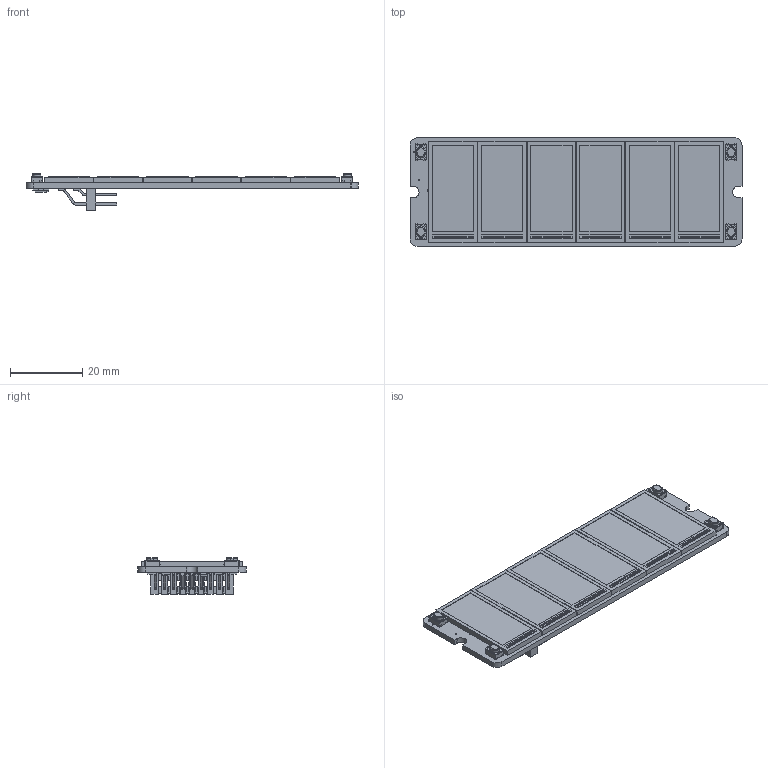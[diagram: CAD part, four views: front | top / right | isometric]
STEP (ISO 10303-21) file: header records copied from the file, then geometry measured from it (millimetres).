
FILE_DESCRIPTION(/* description */ (''),/* implementation_level */ '2;1');
FILE_NAME(/* name */ 'DisplayArrayBoardSTP.step',/* time_stamp */ '2021-07-06T15:17:50-05:00',/* author */ (''),/* organization */ (''),/* preprocessor_version */ 'ST-DEVELOPER v18.1',/* originating_system */ 'Autodesk Translation Framework v10.9.0.1377',/* authorisation */ '');
FILE_SCHEMA (('AUTOMOTIVE_DESIGN { 1 0 10303 214 3 1 1 }'));
Products named in the file (52): Display Array Board; DisplayArray; Board; Packages; SE_SMALL_SILK; SAMTEC-TSM-109-02-X-DH-A; _TSM-109-01-DH_body; _T-1S6-09(-01-9-DH); C0603; C0603 (1); R0805; core; Pad; R0805 (1); core (1); Pad (1); R0805 (2); core (2); Pad (2); R0805 (3); core (3); Pad (3); R0805 (4); core (4); Pad (4); SOT23; 434123025826; Frame; Cover; Stem; Terminal; 434123025826 (1); Frame (1); Cover (1); Stem (1); Terminal (1); 434123025826 (2); Frame (2); Cover (2); Stem (2) ...
Assembly tree (68 placements, depth 5):
  Display Array Board
    DisplayArray
      Board
      Packages
        SE_SMALL_SILK
        SAMTEC-TSM-109-02-X-DH-A
          _TSM-109-01-DH_body
          _T-1S6-09(-01-9-DH)
        C0603
        C0603 (1)
        R0805
          core
          Pad  x2
        R0805 (1)
          core (1)
          Pad (1)  x2
        R0805 (2)
          core (2)
          Pad (2)  x2
        R0805 (3)
          core (3)
          Pad (3)  x2
        R0805 (4)
          core (4)
          Pad (4)  x2
        SOT23
        434123025826
          Frame
          Cover
          Stem
          Terminal  x4
        434123025826 (1)
          Frame (1)
          Cover (1)
          Stem (1)
          Terminal (1)  x4
        434123025826 (2)
          Frame (2)
          Cover (2)
          Stem (2)
          Terminal (2)  x4
        434123025826 (3)
          Frame (3)
          Cover (3)
          Stem (3)
          Terminal (3)  x4
        IPSLCD096_SOLDER
        IPSLCD096_SOLDER (1)
        IPSLCD096_SOLDER (2)
        IPSLCD096_SOLDER (3)
        IPSLCD096_SOLDER (4)
        IPSLCD096_SOLDER (5)
Bounding box: 92 x 30 x 10.19 mm (x, y, z)
Volume: 8017.7 mm3; surface area: 16854.1 mm2
Topology: 67 solids, 67 shells, 2720 faces, 7392 edges, 4780 vertices
Faces by surface type: plane 2155, cylinder 485, sphere 72, torus 8
Full cylindrical faces by diameter (mm): 0.35 x93, 0.75 x4, 1.78 x2
Entity records: 82563 total; most frequent: CARTESIAN_POINT 14451, ORIENTED_EDGE 13704, DIRECTION 12964, EDGE_CURVE 6852, LINE 5938, VECTOR 5938, VERTEX_POINT 4488, AXIS2_PLACEMENT_3D 3513
